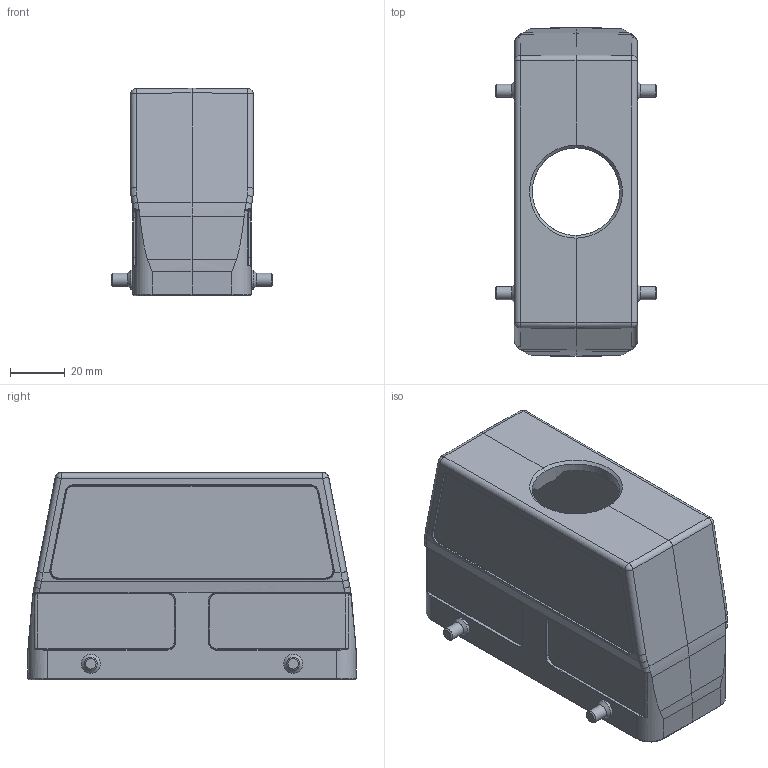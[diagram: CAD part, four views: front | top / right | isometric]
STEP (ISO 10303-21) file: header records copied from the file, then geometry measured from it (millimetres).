
FILE_DESCRIPTION(/* description */ (''),/* implementation_level */ '2;1');
FILE_NAME(/* name */ 'H24B-TEH-4B-XXX.stp',/* time_stamp */ '2022-08-12T09:31:18+08:00',/* author */ (''),/* organization */ (''),/* preprocessor_version */ 'ST-DEVELOPER v16',/* originating_system */ 'SIEMENS PLM Software NX 10.0',/* authorisation */ '');
FILE_SCHEMA (('AUTOMOTIVE_DESIGN { 1 0 10303 214 3 1 1 1 }'));
Length unit declared in the file: millimetre
Products named in the file (1): Admi11682A00h6zq
Bounding box: 59.14 x 120.1 x 75.85 mm (x, y, z)
Volume: 93941.8 mm3; surface area: 53474.1 mm2
Topology: 1 solids, 1 shells, 401 faces, 975 edges, 577 vertices
Faces by surface type: cylinder 160, bspline 116, plane 107, cone 10, sphere 4, torus 4
Full cylindrical faces by diameter (mm): 3 x4, 3.4 x4, 4.8 x4, 7 x4, 32 x1
Entity records: 13637 total; most frequent: CARTESIAN_POINT 5065, ORIENTED_EDGE 1854, DIRECTION 1687, EDGE_CURVE 927, AXIS2_PLACEMENT_3D 670, VERTEX_POINT 564, EDGE_LOOP 439, ADVANCED_FACE 401
